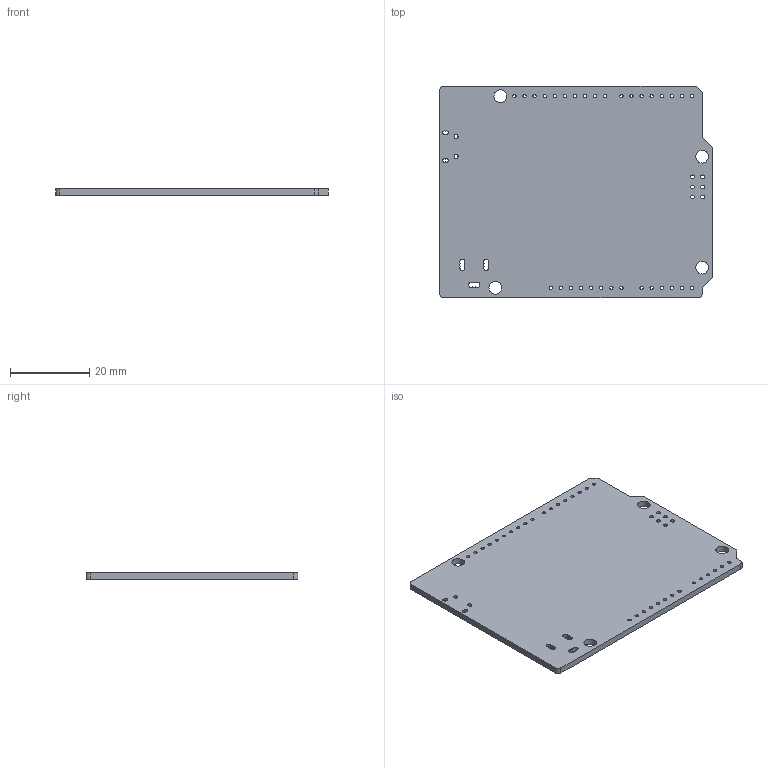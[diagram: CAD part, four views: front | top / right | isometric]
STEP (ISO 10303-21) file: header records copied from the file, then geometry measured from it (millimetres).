
FILE_DESCRIPTION(('KiCad electronic assembly'),'2;1');
FILE_NAME('boardKicad.step','2022-08-16T05:50:40',('Pcbnew'),('Kicad'), 'Open CASCADE STEP processor 7.6','KiCad to STEP converter','Unknown' );
FILE_SCHEMA(('AUTOMOTIVE_DESIGN { 1 0 10303 214 1 1 1 1 }'));
Length unit declared in the file: millimetre
Products named in the file (2): boardKicad 1; boardKicad PCB
Assembly tree (1 placements, depth 2):
  boardKicad 1
    boardKicad PCB
Bounding box: 68.58 x 53.34 x 1.6 mm (x, y, z)
Volume: 5667.9 mm3; surface area: 7754.9 mm2
Topology: 1 solids, 1 shells, 89 faces, 261 edges, 174 vertices
Faces by surface type: cylinder 78, plane 11
Full cylindrical faces by diameter (mm): 0.85 x32, 0.95 x6, 3.2 x4
Entity records: 7115 total; most frequent: CARTESIAN_POINT 2024, DIRECTION 925, ORIENTED_EDGE 522, PCURVE 522, DEFINITIONAL_REPRESENTATION 522, LINE 431, VECTOR 431, EDGE_CURVE 261
